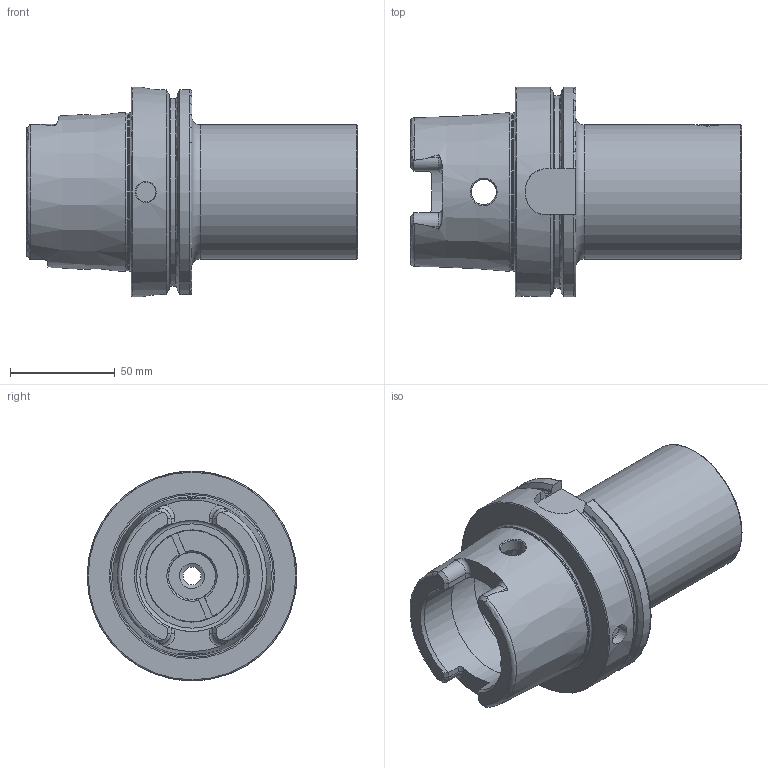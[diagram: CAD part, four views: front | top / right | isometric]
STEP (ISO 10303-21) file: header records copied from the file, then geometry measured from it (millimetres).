
FILE_DESCRIPTION (( 'STEP AP214' ), '1' );
FILE_NAME ('HA0.ST6.K01.108.STEP', '2020-09-03T11:37:40', ( '' ), ( '' ), 'SwSTEP 2.0', 'SolidWorks 2017', '' );
FILE_SCHEMA (( 'AUTOMOTIVE_DESIGN' ));
Length unit declared in the file: millimetre
Products named in the file (5): ST6-ER1.001.018_A; ST7-ER4.002.020_A; ST6-ER3.K01.040_A; HA0.ST6.K01.108; HA0-ST6.K01.108_A_Fertigbearbeitung
Assembly tree (4 placements, depth 2):
  HA0.ST6.K01.108
    HA0-ST6.K01.108_A_Fertigbearbeitung
    ST6-ER1.001.018_A
    ST7-ER4.002.020_A
    ST6-ER3.K01.040_A
Bounding box: 157.9 x 100 x 100 mm (x, y, z)
Volume: 455998.9 mm3; surface area: 87310.5 mm2
Topology: 4 solids, 4 shells, 216 faces, 540 edges, 337 vertices
Faces by surface type: plane 83, cylinder 60, torus 36, cone 32, bspline 5
Full cylindrical faces by diameter (mm): 6 x1, 8.5 x1, 10 x1, 11 x1, 12 x4, 18 x1, 18.5 x1, 22.5 x1, 24.6 x1, 27 x1, 36 x1, 37 x2, 38 x1, 40 x1, 43.5 x1, 44 x1, 53 x2, 63 x1, 64 x1, 75.265 x1, 100 x1
Entity records: 8292 total; most frequent: CARTESIAN_POINT 3297, DIRECTION 983, ORIENTED_EDGE 910, EDGE_CURVE 455, AXIS2_PLACEMENT_3D 416, VERTEX_POINT 319, EDGE_LOOP 300, FACE_OUTER_BOUND 264
